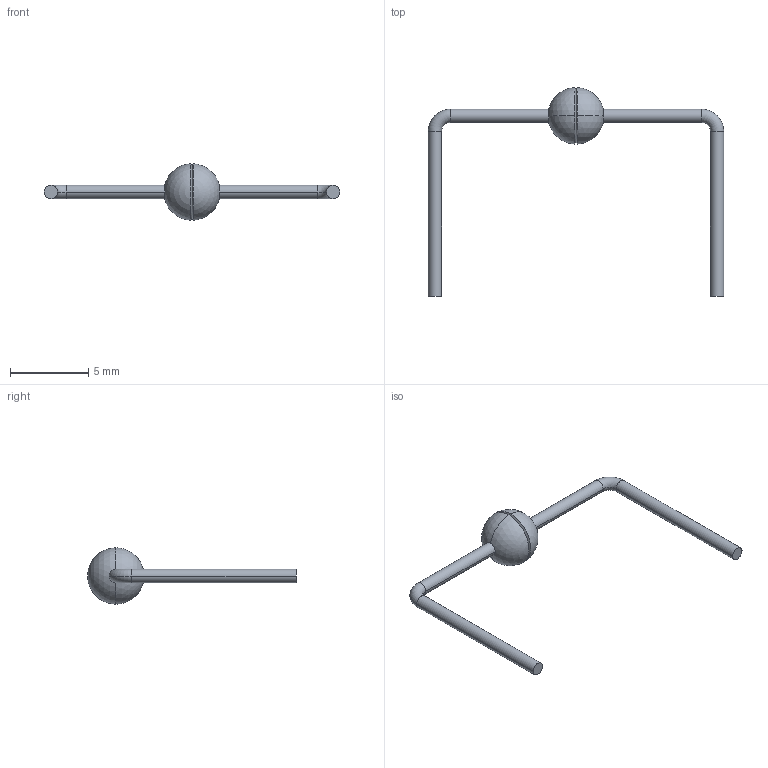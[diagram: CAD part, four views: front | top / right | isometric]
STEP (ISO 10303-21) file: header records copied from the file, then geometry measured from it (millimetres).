
FILE_DESCRIPTION (( 'STEP AP214' ), '1' );
FILE_NAME ('BYV26_18mm.STEP', '2022-10-05T10:08:20', ( '' ), ( '' ), 'SwSTEP 2.0', 'SolidWorks 2022', '' );
FILE_SCHEMA (( 'AUTOMOTIVE_DESIGN' ));
Length unit declared in the file: millimetre
Products named in the file (1): BYV26_18mm
Bounding box: 18.85 x 13.31 x 3.6 mm (x, y, z)
Volume: 44.9 mm3; surface area: 140.1 mm2
Topology: 1 solids, 1 shells, 22 faces, 46 edges, 26 vertices
Faces by surface type: cylinder 8, torus 4, cone 4, sphere 4, plane 2
Entity records: 648 total; most frequent: DIRECTION 126, CARTESIAN_POINT 95, ORIENTED_EDGE 92, AXIS2_PLACEMENT_3D 57, EDGE_CURVE 46, CIRCLE 34, VERTEX_POINT 26, ADVANCED_FACE 22
